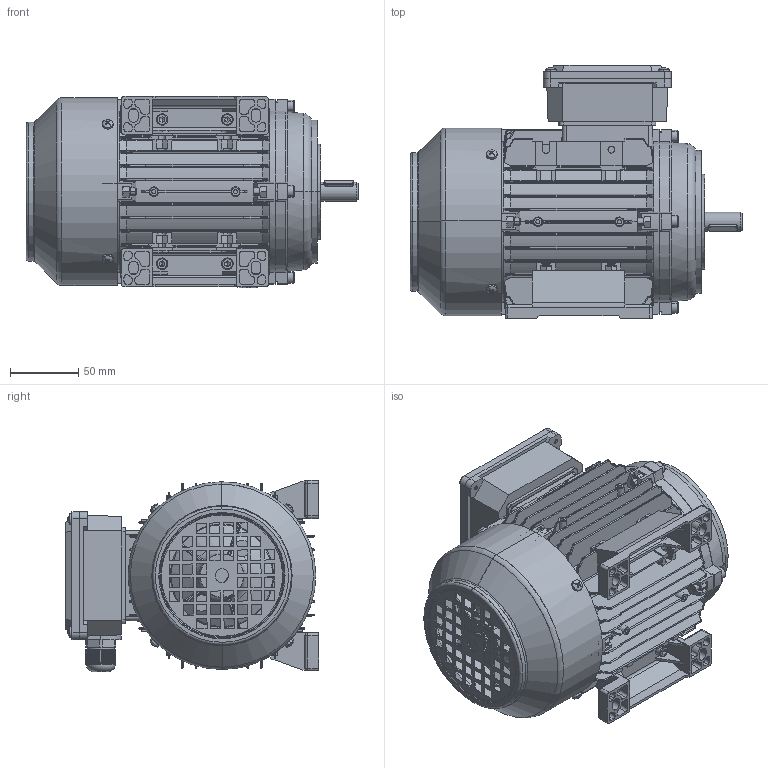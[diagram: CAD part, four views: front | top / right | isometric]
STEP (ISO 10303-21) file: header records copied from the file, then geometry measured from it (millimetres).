
FILE_DESCRIPTION (( 'STEP AP203' ), '1' );
FILE_NAME ('TAN71 B34.STEP', '2016-08-02T01:00:42', ( 'USER' ), ( 'MS' ), 'SwSTEP 2.0', 'SolidWorks 2008', '' );
FILE_SCHEMA (( 'CONFIG_CONTROL_DESIGN' ));
Length unit declared in the file: millimetre
Products named in the file (17): TAN71 B34; TAN71 机壳_默认; TAN71 后盖_默认; TA71风罩_默认; MS63-71 出线螺套_默认; MS71 风叶_默认; MS63-71 新接线盒座_默认; Hexagon socket head cap screws GB_GB_FASTENER_SCREWS_HSHCS M5X20-N; Hexagon nuts grade C GB_GB_FASTENER_NUT_SNC1 M5-N; Hexagon socket head cap screws GB_GB_FASTENER_SCREWS_HSHCS M5X16-N; Plain parallel keys_GB_CONNECTING_PIECE_KEYS_CSK 5X22; TAN71 底脚_默认; T71转轴_默认; MS63-71 新接线盒盖_默认; Hexagon socket head cap screws GB_GB_FASTENER_SCREWS_HSHCS M5X25-N; Cross recessed thread forming screws GB_GB_CROSS_SCREWS_TYPE138 M4X10-N; TAN71 B14盖_默认
Assembly tree (45 placements, depth 2):
  TAN71 B34
    Hexagon socket head cap screws GB_GB_FASTENER_SCREWS_HSHCS M5X25-N  x8
    TAN71 后盖_默认
    MS63-71 新接线盒盖_默认
    Cross recessed thread forming screws GB_GB_CROSS_SCREWS_TYPE138 M4X10-N  x8
    Hexagon nuts grade C GB_GB_FASTENER_NUT_SNC1 M5-N  x12
    Hexagon socket head cap screws GB_GB_FASTENER_SCREWS_HSHCS M5X16-N  x4
    TAN71 底脚_默认  x2
    MS71 风叶_默认
    Plain parallel keys_GB_CONNECTING_PIECE_KEYS_CSK 5X22
    TA71风罩_默认
    TAN71 B14盖_默认
    TAN71 机壳_默认
    T71转轴_默认
    MS63-71 出线螺套_默认
    Hexagon socket head cap screws GB_GB_FASTENER_SCREWS_HSHCS M5X20-N
    MS63-71 新接线盒座_默认
Bounding box: 244 x 186 x 140.5 mm (x, y, z)
Volume: 633639.5 mm3; surface area: 513219.8 mm2
Topology: 45 solids, 45 shells, 4491 faces, 11758 edges, 7381 vertices
Faces by surface type: plane 2210, cylinder 1156, bspline 548, cone 389, torus 152, sphere 36
Entity records: 135490 total; most frequent: CARTESIAN_POINT 44853, ORIENTED_EDGE 19850, DIRECTION 16595, EDGE_CURVE 9925, VERTEX_POINT 6267, AXIS2_PLACEMENT_3D 5741, VECTOR 5113, LINE 5113
